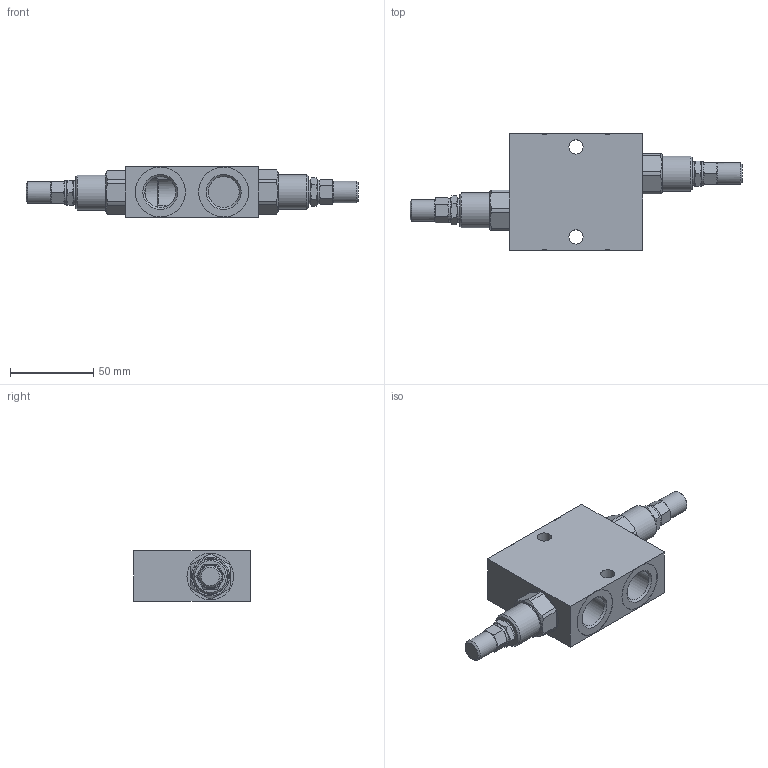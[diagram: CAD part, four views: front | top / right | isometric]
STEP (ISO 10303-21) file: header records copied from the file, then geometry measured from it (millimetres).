
FILE_DESCRIPTION(/* description */ ('Unknown'),/* implementation_level */ '2;1');
FILE_NAME(/* name */ 'V0450',/* time_stamp */ '2019-11-07T11:47:56+01:00',/* author */ ('Unknown'),/* organization */ ('Unknown'),/* preprocessor_version */ 'ST-DEVELOPER v16',/* originating_system */ 'DEX',/* authorisation */ $);
FILE_SCHEMA (('AUTOMOTIVE_DESIGN {1 0 10303 214 3 1 1}'));
Length unit declared in the file: millimetre
Products named in the file (1): V0450
Bounding box: 199.1 x 70 x 30 mm (x, y, z)
Volume: 147946.4 mm3; surface area: 40721.3 mm2
Topology: 1 solids, 8 shells, 232 faces, 536 edges, 318 vertices
Faces by surface type: plane 80, cone 72, cylinder 38, bspline 24, torus 18
Full cylindrical faces by diameter (mm): 8.5 x4, 13 x2, 14 x4, 18.631 x4, 19 x2, 21 x2, 28 x2, 29.99 x4
Entity records: 10935 total; most frequent: CARTESIAN_POINT 4827, ORIENTED_EDGE 892, DIRECTION 826, EDGE_CURVE 446, AXIS2_PLACEMENT_3D 375, FACE_BOUND 308, EDGE_LOOP 306, VERTEX_POINT 300
